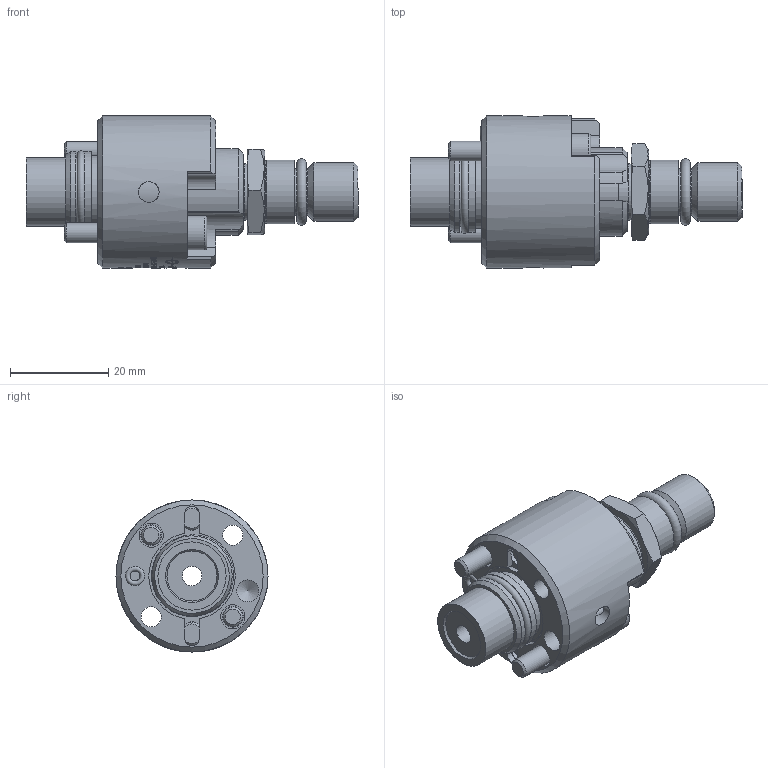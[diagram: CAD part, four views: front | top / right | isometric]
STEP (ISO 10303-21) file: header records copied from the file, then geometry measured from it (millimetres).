
FILE_DESCRIPTION(/* description */ (''),/* implementation_level */ '2;1');
FILE_NAME(/* name */ '1159-020-101-IC_Rev_G.stp',/* time_stamp */ '2020-05-15T17:40:29-05:00',/* author */ ('Moorera'),/* organization */ (''),/* preprocessor_version */ 'ST-DEVELOPER v18.1',/* originating_system */ 'Autodesk Inventor 2020',/* authorisation */ '');
FILE_SCHEMA (('AUTOMOTIVE_DESIGN { 1 0 10303 214 3 1 1 }'));
Products named in the file (1): 1159-020-101-IC_Rev_G
Bounding box: 67.6 x 30.95 x 30.95 mm (x, y, z)
Volume: 19969.5 mm3; surface area: 12918.4 mm2
Topology: 2 solids, 3 shells, 1224 faces, 3313 edges, 2217 vertices
Faces by surface type: plane 502, bspline 495, cylinder 178, cone 41, torus 8
Full cylindrical faces by diameter (mm): 3.9 x1, 4 x3, 4.134 x2, 4.2 x4, 4.5 x1, 4.8 x2, 4.88 x2, 4.9 x2, 5.5 x2, 6 x1, 7 x2, 7.7 x1, 9.5 x1, 10.2 x2, 11.6 x1, 11.8 x1, 11.972 x1, 12 x1, 12.994 x1, 13.9 x1, 13.93 x2, 14.8 x1, 16.323 x1, 16.368 x3, 16.5 x1, 30.95 x1
Entity records: 135278 total; most frequent: CARTESIAN_POINT 106136, ORIENTED_EDGE 6620, DIRECTION 4956, EDGE_CURVE 3310, VERTEX_POINT 2217, AXIS2_PLACEMENT_3D 1770, LINE 1416, VECTOR 1416
